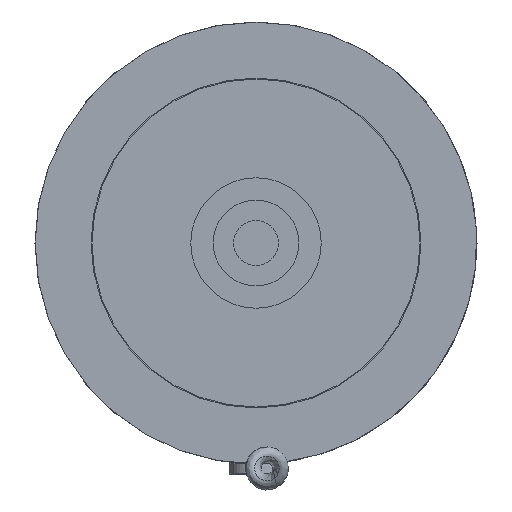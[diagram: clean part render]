
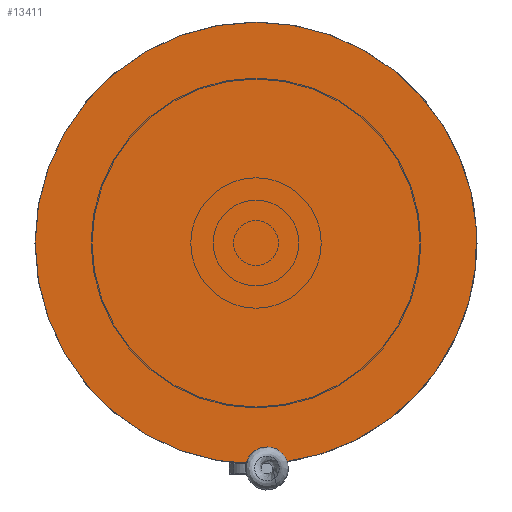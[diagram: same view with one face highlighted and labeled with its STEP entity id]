
A CAD part, left-side view. The second image highlights one B-rep face of the part: STEP entity #13411.
In plain terms, the highlighted planar face has unit normal (-1, 0, 0).
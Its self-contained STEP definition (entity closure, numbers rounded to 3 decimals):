
#1170 = ORIENTED_EDGE ( 'NONE', *, *, #6287, .T. ) ;
#1193 = CARTESIAN_POINT ( 'NONE',  ( -4.038, -4.733, -58.304 ) ) ;
#1270 = CARTESIAN_POINT ( 'NONE',  ( -4.038, -7.18, -58.473 ) ) ;
#1414 = CARTESIAN_POINT ( 'NONE',  ( -4.038, -6.83, -58.219 ) ) ;
#1464 = CARTESIAN_POINT ( 'NONE',  ( -4.038, -4.224, -58.818 ) ) ;
#1589 = CARTESIAN_POINT ( 'NONE',  ( -4.038, -4.434, -58.564 ) ) ;
#1607 = FACE_OUTER_BOUND ( 'NONE', #24542, .T. ) ;
#1665 = ORIENTED_EDGE ( 'NONE', *, *, #18581, .T. ) ;
#3975 = DIRECTION ( 'NONE',  ( 1., 0., 0. ) ) ;
#4675 = DIRECTION ( 'NONE',  ( 1., 0., 0. ) ) ;
#5553 = AXIS2_PLACEMENT_3D ( 'NONE', #37849, #3975, #35015 ) ;
#6287 = EDGE_CURVE ( 'NONE', #17242, #22241, #6856, .T. ) ;
#6856 = B_SPLINE_CURVE_WITH_KNOTS ( 'NONE', 3,
 ( #19885, #22882, #35210, #38157, #1464, #38291, #1589, #19749, #1193, #29235, #32483, #20155 ),
 .UNSPECIFIED., .F., .F.,
 ( 4, 2, 2, 2, 2, 4 ),
 ( 0.001, 0.001, 0.001, 0.002, 0.002, 0.003 ),
 .UNSPECIFIED. ) ;
#8703 = CIRCLE ( 'NONE', #5553, 59.25 ) ;
#9263 = CIRCLE ( 'NONE', #14642, 59.25 ) ;
#9428 = CARTESIAN_POINT ( 'NONE',  ( -4.038, 0., -59.25 ) ) ;
#10145 = VERTEX_POINT ( 'NONE', #9428 ) ;
#10218 = DIRECTION ( 'NONE',  ( 0., 0., -1. ) ) ;
#10364 = CARTESIAN_POINT ( 'NONE',  ( -4.038, -5.711, -57.962 ) ) ;
#10546 = CARTESIAN_POINT ( 'NONE',  ( -4.038, -7.462, -58.778 ) ) ;
#12339 = VERTEX_POINT ( 'NONE', #21030 ) ;
#12575 = DIRECTION ( 'NONE',  ( 0., 0., -1. ) ) ;
#12760 = CARTESIAN_POINT ( 'NONE',  ( -4.038, -5.199, -58.063 ) ) ;
#13411 = ADVANCED_FACE ( 'NONE', ( #1607 ), #18909, .F. ) ;
#14575 = ORIENTED_EDGE ( 'NONE', *, *, #21177, .F. ) ;
#14642 = AXIS2_PLACEMENT_3D ( 'NONE', #17285, #4675, #20534 ) ;
#17242 = VERTEX_POINT ( 'NONE', #21860 ) ;
#17285 = CARTESIAN_POINT ( 'NONE',  ( -4.038, 0., 0. ) ) ;
#18174 = EDGE_CURVE ( 'NONE', #17242, #10145, #9263, .T. ) ;
#18581 = EDGE_CURVE ( 'NONE', #22241, #20788, #25920, .T. ) ;
#18909 = PLANE ( 'NONE',  #28326 ) ;
#19056 = CARTESIAN_POINT ( 'NONE',  ( -4.038, 0., 0. ) ) ;
#19391 = EDGE_CURVE ( 'NONE', #12339, #20788, #8703, .T. ) ;
#19749 = CARTESIAN_POINT ( 'NONE',  ( -4.038, -4.628, -58.386 ) ) ;
#19825 = CARTESIAN_POINT ( 'NONE',  ( -4.038, -6.026, -57.968 ) ) ;
#19885 = CARTESIAN_POINT ( 'NONE',  ( -4.038, -4.07, -59.11 ) ) ;
#20155 = CARTESIAN_POINT ( 'NONE',  ( -4.038, -5.199, -58.063 ) ) ;
#20534 = DIRECTION ( 'NONE',  ( 0., 0., -1. ) ) ;
#20788 = VERTEX_POINT ( 'NONE', #10546 ) ;
#21030 = CARTESIAN_POINT ( 'NONE',  ( -4.038, 0., 59.25 ) ) ;
#21177 = EDGE_CURVE ( 'NONE', #10145, #12339, #32392, .T. ) ;
#21860 = CARTESIAN_POINT ( 'NONE',  ( -4.038, -4.07, -59.11 ) ) ;
#22241 = VERTEX_POINT ( 'NONE', #12760 ) ;
#22428 = DIRECTION ( 'NONE',  ( 1., 0., 0. ) ) ;
#22882 = CARTESIAN_POINT ( 'NONE',  ( -4.038, -4.088, -59.046 ) ) ;
#24542 = EDGE_LOOP ( 'NONE', ( #32523, #1170, #1665, #26123, #14575 ) ) ;
#25920 = B_SPLINE_CURVE_WITH_KNOTS ( 'NONE', 3,
 ( #25948, #29056, #32166, #35284, #10364, #19825, #31881, #1414, #1270, #26076 ),
 .UNSPECIFIED., .F., .F.,
 ( 4, 2, 2, 2, 4 ),
 ( 0.003, 0.003, 0.003, 0.004, 0.005 ),
 .UNSPECIFIED. ) ;
#25948 = CARTESIAN_POINT ( 'NONE',  ( -4.038, -5.199, -58.063 ) ) ;
#26076 = CARTESIAN_POINT ( 'NONE',  ( -4.038, -7.462, -58.778 ) ) ;
#26123 = ORIENTED_EDGE ( 'NONE', *, *, #19391, .F. ) ;
#28326 = AXIS2_PLACEMENT_3D ( 'NONE', #31738, #34731, #10218 ) ;
#29056 = CARTESIAN_POINT ( 'NONE',  ( -4.038, -5.298, -58.028 ) ) ;
#29235 = CARTESIAN_POINT ( 'NONE',  ( -4.038, -4.957, -58.164 ) ) ;
#31738 = CARTESIAN_POINT ( 'NONE',  ( -4.038, 0., 0. ) ) ;
#31881 = CARTESIAN_POINT ( 'NONE',  ( -4.038, -6.234, -58.009 ) ) ;
#32083 = AXIS2_PLACEMENT_3D ( 'NONE', #19056, #22428, #12575 ) ;
#32166 = CARTESIAN_POINT ( 'NONE',  ( -4.038, -5.401, -58.001 ) ) ;
#32392 = CIRCLE ( 'NONE', #32083, 59.25 ) ;
#32483 = CARTESIAN_POINT ( 'NONE',  ( -4.038, -5.075, -58.107 ) ) ;
#32523 = ORIENTED_EDGE ( 'NONE', *, *, #18174, .F. ) ;
#34731 = DIRECTION ( 'NONE',  ( 1., 0., 0. ) ) ;
#35015 = DIRECTION ( 'NONE',  ( 0., 0., -1. ) ) ;
#35210 = CARTESIAN_POINT ( 'NONE',  ( -4.038, -4.119, -58.986 ) ) ;
#35284 = CARTESIAN_POINT ( 'NONE',  ( -4.038, -5.607, -57.969 ) ) ;
#37849 = CARTESIAN_POINT ( 'NONE',  ( -4.038, 0., 0. ) ) ;
#38157 = CARTESIAN_POINT ( 'NONE',  ( -4.038, -4.186, -58.873 ) ) ;
#38291 = CARTESIAN_POINT ( 'NONE',  ( -4.038, -4.345, -58.66 ) ) ;
